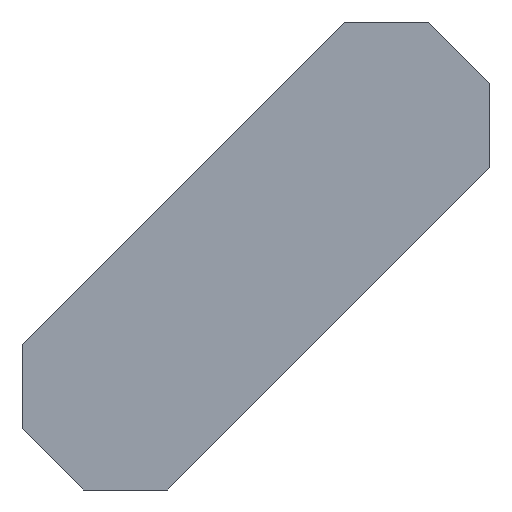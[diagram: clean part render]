
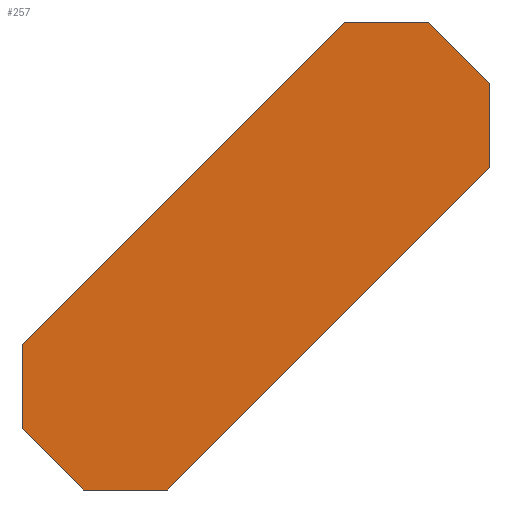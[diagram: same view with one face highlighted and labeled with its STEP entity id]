
A CAD part, front view. The second image highlights one B-rep face of the part: STEP entity #257.
In plain terms, the highlighted planar face has unit normal (0, -1, 0).
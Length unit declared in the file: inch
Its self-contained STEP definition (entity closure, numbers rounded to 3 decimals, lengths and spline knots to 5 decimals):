
#53=FACE_OUTER_BOUND('',#69,.T.);
#69=EDGE_LOOP('',(#218,#219,#220,#221,#222,#223,#224,#225));
#74=LINE('',#382,#100);
#80=LINE('',#393,#106);
#87=LINE('',#413,#113);
#91=LINE('',#419,#117);
#93=LINE('',#423,#119);
#94=LINE('',#426,#120);
#96=LINE('',#429,#122);
#97=LINE('',#431,#123);
#100=VECTOR('',#310,0.3937);
#106=VECTOR('',#318,0.3937);
#113=VECTOR('',#333,0.3937);
#117=VECTOR('',#339,0.3937);
#119=VECTOR('',#343,0.3937);
#120=VECTOR('',#346,0.3937);
#122=VECTOR('',#350,0.3937);
#123=VECTOR('',#353,0.3937);
#126=VERTEX_POINT('',#380);
#127=VERTEX_POINT('',#381);
#131=VERTEX_POINT('',#391);
#139=VERTEX_POINT('',#411);
#140=VERTEX_POINT('',#412);
#141=VERTEX_POINT('',#417);
#142=VERTEX_POINT('',#421);
#143=VERTEX_POINT('',#425);
#146=EDGE_CURVE('',#126,#127,#74,.T.);
#152=EDGE_CURVE('',#126,#131,#80,.T.);
#161=EDGE_CURVE('',#139,#140,#87,.T.);
#165=EDGE_CURVE('',#139,#141,#91,.T.);
#167=EDGE_CURVE('',#141,#142,#93,.T.);
#168=EDGE_CURVE('',#143,#140,#94,.T.);
#170=EDGE_CURVE('',#131,#143,#96,.T.);
#171=EDGE_CURVE('',#142,#127,#97,.T.);
#218=ORIENTED_EDGE('',*,*,#146,.F.);
#219=ORIENTED_EDGE('',*,*,#152,.T.);
#220=ORIENTED_EDGE('',*,*,#170,.T.);
#221=ORIENTED_EDGE('',*,*,#168,.T.);
#222=ORIENTED_EDGE('',*,*,#161,.F.);
#223=ORIENTED_EDGE('',*,*,#165,.T.);
#224=ORIENTED_EDGE('',*,*,#167,.T.);
#225=ORIENTED_EDGE('',*,*,#171,.T.);
#245=PLANE('',#295);
#257=ADVANCED_FACE('',(#53),#245,.T.);
#295=AXIS2_PLACEMENT_3D('',#432,#354,#355);
#310=DIRECTION('',(0.707,0.,-0.707));
#318=DIRECTION('',(-1.,0.,0.));
#333=DIRECTION('',(-0.707,0.,0.707));
#339=DIRECTION('',(1.,0.,0.));
#343=DIRECTION('',(0.707,0.,0.707));
#346=DIRECTION('',(0.,0.,-1.));
#350=DIRECTION('',(-0.707,0.,-0.707));
#353=DIRECTION('',(0.,0.,1.));
#354=DIRECTION('center_axis',(0.,-1.,0.));
#355=DIRECTION('ref_axis',(0.,0.,-1.));
#380=CARTESIAN_POINT('',(-4.97084,-3.,0.));
#381=CARTESIAN_POINT('',(-4.65834,-3.,-0.3125));
#382=CARTESIAN_POINT('',(-4.8127,-3.,-0.15813));
#391=CARTESIAN_POINT('',(-5.4008,-3.,0.));
#393=CARTESIAN_POINT('',(-5.4008,-3.,0.));
#411=CARTESIAN_POINT('',(-6.73474,-3.,-2.38891));
#412=CARTESIAN_POINT('',(-7.04724,-3.,-2.07641));
#413=CARTESIAN_POINT('',(-6.88911,-3.,-2.23454));
#417=CARTESIAN_POINT('',(-6.30478,-3.,-2.38891));
#419=CARTESIAN_POINT('',(-6.30478,-3.,-2.38891));
#421=CARTESIAN_POINT('',(-4.65834,-3.,-0.74246));
#423=CARTESIAN_POINT('',(-4.65834,-3.,-0.74246));
#425=CARTESIAN_POINT('',(-7.04724,-3.,-1.64645));
#426=CARTESIAN_POINT('',(-7.04724,-3.,-2.38891));
#429=CARTESIAN_POINT('',(-7.04724,-3.,-1.64645));
#431=CARTESIAN_POINT('',(-4.65834,-3.,0.));
#432=CARTESIAN_POINT('Origin',(-5.1508,-3.,-0.5));
